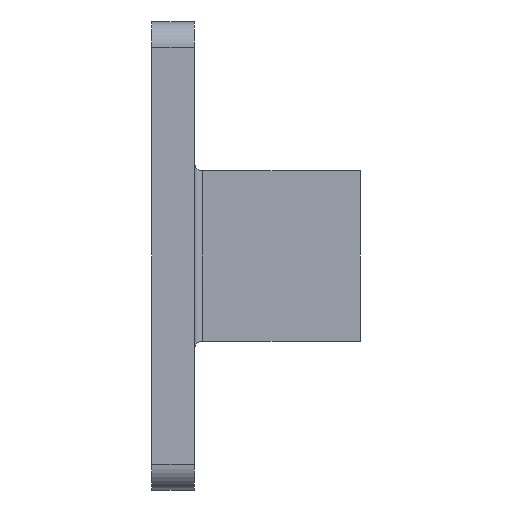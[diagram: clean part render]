
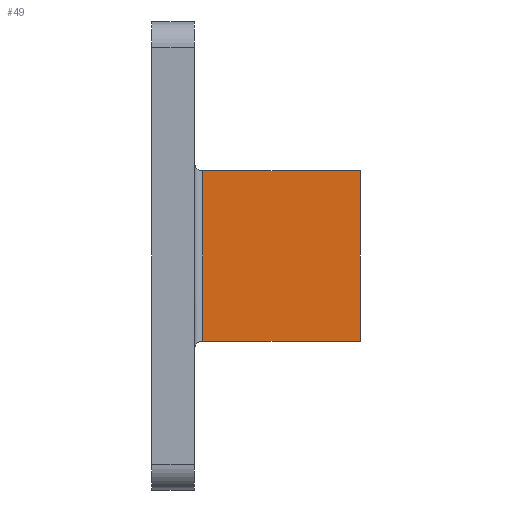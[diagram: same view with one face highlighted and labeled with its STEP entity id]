
A CAD part, left-side view. The second image highlights one B-rep face of the part: STEP entity #49.
In plain terms, the highlighted planar face has unit normal (-1, 0, 0).
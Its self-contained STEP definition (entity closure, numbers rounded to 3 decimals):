
#36 = ORIENTED_EDGE ( 'NONE', *, *, #632, .F. ) ;
#49 = ADVANCED_FACE ( 'NONE', ( #1248 ), #1042, .F. ) ;
#57 = VERTEX_POINT ( 'NONE', #1190 ) ;
#61 = LINE ( 'NONE', #69, #504 ) ;
#69 = CARTESIAN_POINT ( 'NONE',  ( -67.5, 18.5, -10. ) ) ;
#182 = EDGE_CURVE ( 'NONE', #1133, #57, #480, .T. ) ;
#183 = CARTESIAN_POINT ( 'NONE',  ( -67.5, 18.5, -10. ) ) ;
#266 = VERTEX_POINT ( 'NONE', #982 ) ;
#361 = CARTESIAN_POINT ( 'NONE',  ( -67.5, 19.5, 10. ) ) ;
#419 = CARTESIAN_POINT ( 'NONE',  ( -67.5, 0., -10. ) ) ;
#461 = DIRECTION ( 'NONE',  ( 0., -1., 0. ) ) ;
#480 = LINE ( 'NONE', #693, #1286 ) ;
#504 = VECTOR ( 'NONE', #671, 1000. ) ;
#546 = LINE ( 'NONE', #419, #964 ) ;
#632 = EDGE_CURVE ( 'NONE', #1131, #266, #1011, .T. ) ;
#669 = DIRECTION ( 'NONE',  ( 0., -1., 0. ) ) ;
#671 = DIRECTION ( 'NONE',  ( 0., 0., -1. ) ) ;
#693 = CARTESIAN_POINT ( 'NONE',  ( -67.5, 19.5, -10. ) ) ;
#804 = EDGE_LOOP ( 'NONE', ( #36, #1370, #1138, #1203 ) ) ;
#841 = CARTESIAN_POINT ( 'NONE',  ( -67.5, 19.5, -10. ) ) ;
#857 = DIRECTION ( 'NONE',  ( 1., 0., 0. ) ) ;
#964 = VECTOR ( 'NONE', #1066, 1000. ) ;
#982 = CARTESIAN_POINT ( 'NONE',  ( -67.5, 0., 10. ) ) ;
#1011 = LINE ( 'NONE', #361, #1076 ) ;
#1037 = EDGE_CURVE ( 'NONE', #57, #266, #546, .T. ) ;
#1042 = PLANE ( 'NONE',  #1283 ) ;
#1066 = DIRECTION ( 'NONE',  ( 0., 0., 1. ) ) ;
#1076 = VECTOR ( 'NONE', #461, 1000. ) ;
#1131 = VERTEX_POINT ( 'NONE', #1132 ) ;
#1132 = CARTESIAN_POINT ( 'NONE',  ( -67.5, 18.5, 10. ) ) ;
#1133 = VERTEX_POINT ( 'NONE', #183 ) ;
#1138 = ORIENTED_EDGE ( 'NONE', *, *, #182, .T. ) ;
#1190 = CARTESIAN_POINT ( 'NONE',  ( -67.5, 0., -10. ) ) ;
#1203 = ORIENTED_EDGE ( 'NONE', *, *, #1037, .T. ) ;
#1239 = EDGE_CURVE ( 'NONE', #1131, #1133, #61, .T. ) ;
#1248 = FACE_OUTER_BOUND ( 'NONE', #804, .T. ) ;
#1261 = DIRECTION ( 'NONE',  ( 0., 0., -1. ) ) ;
#1283 = AXIS2_PLACEMENT_3D ( 'NONE', #841, #857, #1261 ) ;
#1286 = VECTOR ( 'NONE', #669, 1000. ) ;
#1370 = ORIENTED_EDGE ( 'NONE', *, *, #1239, .T. ) ;
